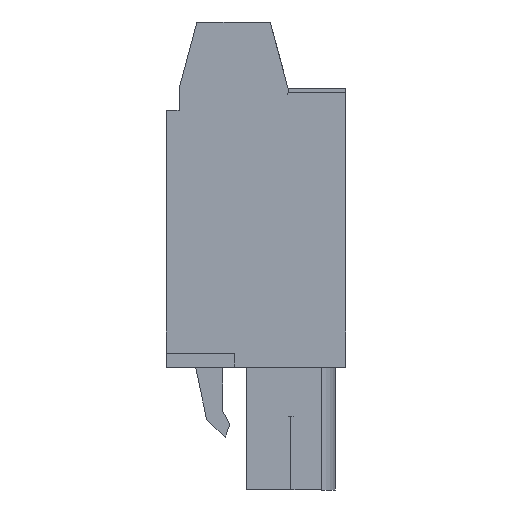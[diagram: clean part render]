
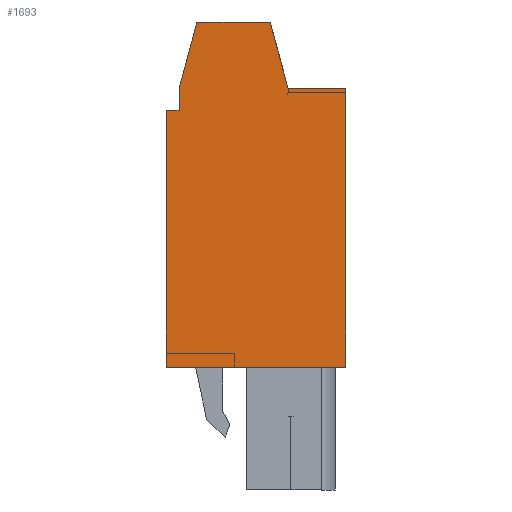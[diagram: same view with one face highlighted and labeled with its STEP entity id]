
A CAD part, left-side view. The second image highlights one B-rep face of the part: STEP entity #1693.
In plain terms, the highlighted planar face has unit normal (-1, 0, 0).
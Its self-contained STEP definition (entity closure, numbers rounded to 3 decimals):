
#1633=AXIS2_PLACEMENT_3D('Plane Axis2P3D',#1630,#1631,#1632) ;
#49=CARTESIAN_POINT('Vertex',(0.,12.2,25.8)) ;
#52=CARTESIAN_POINT('Line Origine',(0.,11.763,25.8)) ;
#56=CARTESIAN_POINT('Vertex',(0.,11.325,25.8)) ;
#120=CARTESIAN_POINT('Vertex',(0.,12.2,8.35)) ;
#123=CARTESIAN_POINT('Line Origine',(0.,12.2,17.075)) ;
#1630=CARTESIAN_POINT('Axis2P3D Location',(0.,-0.45,0.)) ;
#1635=CARTESIAN_POINT('Line Origine',(0.,6.1,8.35)) ;
#1639=CARTESIAN_POINT('Vertex',(0.,0.,8.35)) ;
#1642=CARTESIAN_POINT('Line Origine',(0.,0.,17.825)) ;
#1646=CARTESIAN_POINT('Vertex',(0.,0.,27.3)) ;
#1649=CARTESIAN_POINT('Line Origine',(0.,1.962,27.3)) ;
#1653=CARTESIAN_POINT('Vertex',(0.,3.925,27.3)) ;
#1656=CARTESIAN_POINT('Line Origine',(0.,4.528,29.55)) ;
#1660=CARTESIAN_POINT('Vertex',(0.,5.131,31.8)) ;
#1663=CARTESIAN_POINT('Line Origine',(0.,7.625,31.8)) ;
#1667=CARTESIAN_POINT('Vertex',(0.,10.119,31.8)) ;
#1670=CARTESIAN_POINT('Line Origine',(0.,10.722,29.55)) ;
#1674=CARTESIAN_POINT('Vertex',(0.,11.325,27.3)) ;
#1677=CARTESIAN_POINT('Line Origine',(0.,11.325,26.55)) ;
#53=DIRECTION('Vector Direction',(0.,1.,0.)) ;
#124=DIRECTION('Vector Direction',(0.,0.,-1.)) ;
#1631=DIRECTION('Axis2P3D Direction',(-1.,0.,0.)) ;
#1632=DIRECTION('Axis2P3D XDirection',(0.,0.,1.)) ;
#1636=DIRECTION('Vector Direction',(0.,-1.,0.)) ;
#1643=DIRECTION('Vector Direction',(0.,0.,1.)) ;
#1650=DIRECTION('Vector Direction',(0.,1.,0.)) ;
#1657=DIRECTION('Vector Direction',(0.,0.259,0.966)) ;
#1664=DIRECTION('Vector Direction',(0.,1.,0.)) ;
#1671=DIRECTION('Vector Direction',(0.,0.259,-0.966)) ;
#1678=DIRECTION('Vector Direction',(0.,0.,-1.)) ;
#54=VECTOR('Line Direction',#53,1.) ;
#125=VECTOR('Line Direction',#124,1.) ;
#1637=VECTOR('Line Direction',#1636,1.) ;
#1644=VECTOR('Line Direction',#1643,1.) ;
#1651=VECTOR('Line Direction',#1650,1.) ;
#1658=VECTOR('Line Direction',#1657,1.) ;
#1665=VECTOR('Line Direction',#1664,1.) ;
#1672=VECTOR('Line Direction',#1671,1.) ;
#1679=VECTOR('Line Direction',#1678,1.) ;
#1683=ORIENTED_EDGE('',*,*,#1641,.T.) ;
#1684=ORIENTED_EDGE('',*,*,#1648,.T.) ;
#1685=ORIENTED_EDGE('',*,*,#1655,.T.) ;
#1686=ORIENTED_EDGE('',*,*,#1662,.T.) ;
#1687=ORIENTED_EDGE('',*,*,#1669,.T.) ;
#1688=ORIENTED_EDGE('',*,*,#1676,.T.) ;
#1689=ORIENTED_EDGE('',*,*,#1681,.T.) ;
#1690=ORIENTED_EDGE('',*,*,#58,.T.) ;
#1691=ORIENTED_EDGE('',*,*,#127,.T.) ;
#1693=ADVANCED_FACE('HOUSING',(#1692),#1634,.T.) ;
#58=EDGE_CURVE('',#57,#50,#55,.T.) ;
#127=EDGE_CURVE('',#50,#121,#126,.T.) ;
#1641=EDGE_CURVE('',#121,#1640,#1638,.T.) ;
#1648=EDGE_CURVE('',#1640,#1647,#1645,.T.) ;
#1655=EDGE_CURVE('',#1647,#1654,#1652,.T.) ;
#1662=EDGE_CURVE('',#1654,#1661,#1659,.T.) ;
#1669=EDGE_CURVE('',#1661,#1668,#1666,.T.) ;
#1676=EDGE_CURVE('',#1668,#1675,#1673,.T.) ;
#1681=EDGE_CURVE('',#1675,#57,#1680,.T.) ;
#1682=EDGE_LOOP('',(#1683,#1684,#1685,#1686,#1687,#1688,#1689,#1690,#1691)) ;
#1692=FACE_OUTER_BOUND('',#1682,.T.) ;
#55=LINE('Line',#52,#54) ;
#126=LINE('Line',#123,#125) ;
#1638=LINE('Line',#1635,#1637) ;
#1645=LINE('Line',#1642,#1644) ;
#1652=LINE('Line',#1649,#1651) ;
#1659=LINE('Line',#1656,#1658) ;
#1666=LINE('Line',#1663,#1665) ;
#1673=LINE('Line',#1670,#1672) ;
#1680=LINE('Line',#1677,#1679) ;
#1634=PLANE('',#1633) ;
#50=VERTEX_POINT('',#49) ;
#57=VERTEX_POINT('',#56) ;
#121=VERTEX_POINT('',#120) ;
#1640=VERTEX_POINT('',#1639) ;
#1647=VERTEX_POINT('',#1646) ;
#1654=VERTEX_POINT('',#1653) ;
#1661=VERTEX_POINT('',#1660) ;
#1668=VERTEX_POINT('',#1667) ;
#1675=VERTEX_POINT('',#1674) ;
